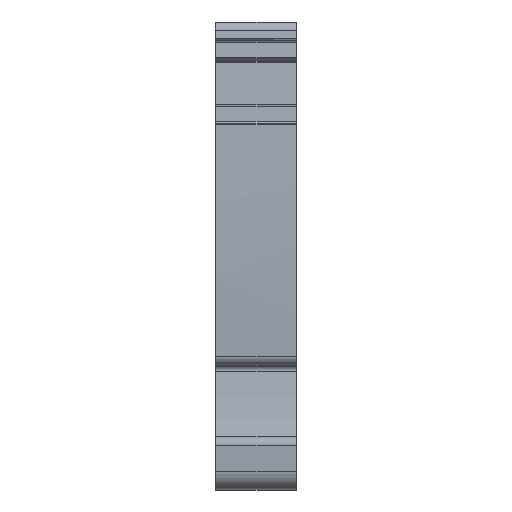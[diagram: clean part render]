
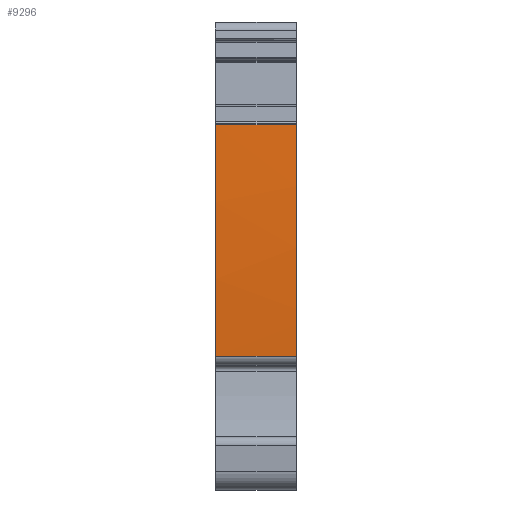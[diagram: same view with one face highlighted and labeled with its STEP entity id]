
A CAD part, front view. The second image highlights one B-rep face of the part: STEP entity #9296.
In plain terms, the highlighted cylindrical face has radius 180 mm (diameter 360 mm), a partial arc.
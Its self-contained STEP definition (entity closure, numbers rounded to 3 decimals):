
#1769=AXIS2_PLACEMENT_3D('Circle Axis2P3D',#1767,#1768,$) ;
#2447=AXIS2_PLACEMENT_3D('Cylinder Axis2P3D',#2444,#2445,#2446) ;
#2785=AXIS2_PLACEMENT_3D('Circle Axis2P3D',#2783,#2784,$) ;
#2792=AXIS2_PLACEMENT_3D('Circle Axis2P3D',#2790,#2791,$) ;
#2799=AXIS2_PLACEMENT_3D('Circle Axis2P3D',#2797,#2798,$) ;
#1764=CARTESIAN_POINT('Vertex',(0.,1.52,13.384)) ;
#1767=CARTESIAN_POINT('Axis2P3D Location',(0.,181.129,25.25)) ;
#1771=CARTESIAN_POINT('Vertex',(0.,1.481,36.509)) ;
#2444=CARTESIAN_POINT('Axis2P3D Location',(4.05,181.129,25.25)) ;
#2780=CARTESIAN_POINT('Vertex',(8.1,1.481,36.509)) ;
#2783=CARTESIAN_POINT('Axis2P3D Location',(8.1,181.129,25.25)) ;
#2787=CARTESIAN_POINT('Vertex',(8.1,1.27,18.107)) ;
#2790=CARTESIAN_POINT('Axis2P3D Location',(8.1,179.543,25.187)) ;
#2794=CARTESIAN_POINT('Vertex',(8.1,1.271,18.1)) ;
#2797=CARTESIAN_POINT('Axis2P3D Location',(8.1,181.129,25.25)) ;
#2801=CARTESIAN_POINT('Vertex',(8.1,1.52,13.384)) ;
#9270=CARTESIAN_POINT('Line Origine',(4.05,1.52,13.384)) ;
#9283=CARTESIAN_POINT('Line Origine',(4.05,1.481,36.509)) ;
#1768=DIRECTION('Axis2P3D Direction',(1.,0.,0.)) ;
#2445=DIRECTION('Axis2P3D Direction',(1.,0.,0.)) ;
#2446=DIRECTION('Axis2P3D XDirection',(0.,-0.993,0.115)) ;
#2784=DIRECTION('Axis2P3D Direction',(1.,0.,0.)) ;
#2791=DIRECTION('Axis2P3D Direction',(1.,0.,0.)) ;
#2798=DIRECTION('Axis2P3D Direction',(1.,0.,0.)) ;
#9271=DIRECTION('Vector Direction',(1.,0.,0.)) ;
#9284=DIRECTION('Vector Direction',(1.,0.,0.)) ;
#9272=VECTOR('Line Direction',#9271,1.) ;
#9285=VECTOR('Line Direction',#9284,1.) ;
#9289=ORIENTED_EDGE('',*,*,#2803,.F.) ;
#9290=ORIENTED_EDGE('',*,*,#2796,.F.) ;
#9291=ORIENTED_EDGE('',*,*,#2789,.F.) ;
#9292=ORIENTED_EDGE('',*,*,#9287,.F.) ;
#9293=ORIENTED_EDGE('',*,*,#1773,.T.) ;
#9294=ORIENTED_EDGE('',*,*,#9274,.T.) ;
#9296=ADVANCED_FACE('MLD',(#9295),#2448,.T.) ;
#1770=CIRCLE('generated circle',#1769,180.) ;
#2786=CIRCLE('generated circle',#2785,180.) ;
#2793=CIRCLE('generated circle',#2792,178.413) ;
#2800=CIRCLE('generated circle',#2799,180.) ;
#2448=CYLINDRICAL_SURFACE('generated cylinder',#2447,180.) ;
#1773=EDGE_CURVE('',#1772,#1765,#1770,.T.) ;
#2789=EDGE_CURVE('',#2781,#2788,#2786,.T.) ;
#2796=EDGE_CURVE('',#2788,#2795,#2793,.T.) ;
#2803=EDGE_CURVE('',#2795,#2802,#2800,.T.) ;
#9274=EDGE_CURVE('',#1765,#2802,#9273,.T.) ;
#9287=EDGE_CURVE('',#1772,#2781,#9286,.T.) ;
#9288=EDGE_LOOP('',(#9289,#9290,#9291,#9292,#9293,#9294)) ;
#9295=FACE_OUTER_BOUND('',#9288,.T.) ;
#9273=LINE('Line',#9270,#9272) ;
#9286=LINE('Line',#9283,#9285) ;
#1765=VERTEX_POINT('',#1764) ;
#1772=VERTEX_POINT('',#1771) ;
#2781=VERTEX_POINT('',#2780) ;
#2788=VERTEX_POINT('',#2787) ;
#2795=VERTEX_POINT('',#2794) ;
#2802=VERTEX_POINT('',#2801) ;
